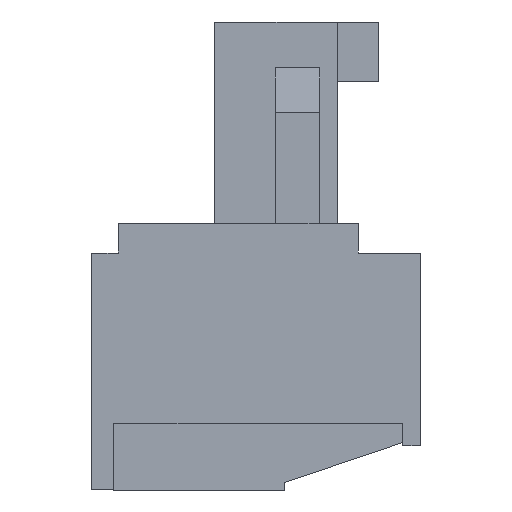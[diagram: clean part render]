
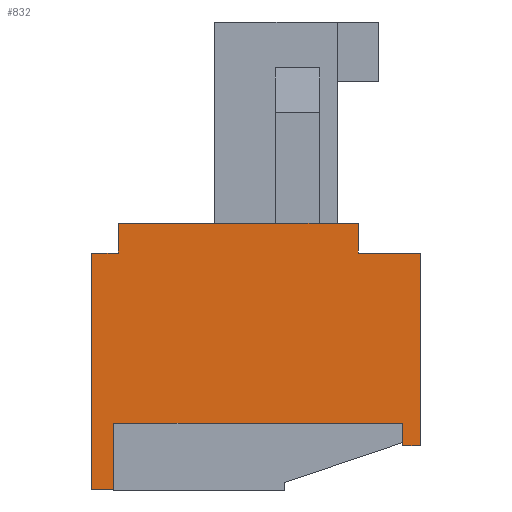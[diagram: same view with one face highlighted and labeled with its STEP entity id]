
A CAD part, left-side view. The second image highlights one B-rep face of the part: STEP entity #832.
In plain terms, the highlighted planar face has unit normal (-1, 0, 0).
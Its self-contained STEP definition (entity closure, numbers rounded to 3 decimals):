
#832 = ADVANCED_FACE( '', ( #1748 ), #1749, .F. );
#1748 = FACE_OUTER_BOUND( '', #2792, .T. );
#1749 = PLANE( '', #2793 );
#2792 = EDGE_LOOP( '', ( #4829, #4830, #4831, #4832, #4833, #4834, #4835, #4836, #4837, #4838, #4839, #4840 ) );
#2793 = AXIS2_PLACEMENT_3D( '', #4841, #4842, #4843 );
#4829 = ORIENTED_EDGE( '', *, *, #7042, .F. );
#4830 = ORIENTED_EDGE( '', *, *, #7043, .F. );
#4831 = ORIENTED_EDGE( '', *, *, #6842, .F. );
#4832 = ORIENTED_EDGE( '', *, *, #6916, .F. );
#4833 = ORIENTED_EDGE( '', *, *, #6548, .F. );
#4834 = ORIENTED_EDGE( '', *, *, #6401, .F. );
#4835 = ORIENTED_EDGE( '', *, *, #7044, .F. );
#4836 = ORIENTED_EDGE( '', *, *, #7045, .F. );
#4837 = ORIENTED_EDGE( '', *, *, #6808, .F. );
#4838 = ORIENTED_EDGE( '', *, *, #7046, .F. );
#4839 = ORIENTED_EDGE( '', *, *, #7047, .F. );
#4840 = ORIENTED_EDGE( '', *, *, #7048, .F. );
#4841 = CARTESIAN_POINT( '', ( -5.715, 0., 0. ) );
#4842 = DIRECTION( '', ( 1., 0., 0. ) );
#4843 = DIRECTION( '', ( 0., 0., -1. ) );
#6401 = EDGE_CURVE( '', #7683, #7684, #7685, .T. );
#6548 = EDGE_CURVE( '', #7684, #7923, #7937, .T. );
#6808 = EDGE_CURVE( '', #8352, #8354, #8355, .T. );
#6842 = EDGE_CURVE( '', #8402, #8404, #8405, .T. );
#6916 = EDGE_CURVE( '', #7923, #8402, #8517, .T. );
#7042 = EDGE_CURVE( '', #8685, #8686, #8687, .T. );
#7043 = EDGE_CURVE( '', #8404, #8685, #8688, .T. );
#7044 = EDGE_CURVE( '', #8689, #7683, #8690, .T. );
#7045 = EDGE_CURVE( '', #8354, #8689, #8691, .T. );
#7046 = EDGE_CURVE( '', #8692, #8352, #8693, .T. );
#7047 = EDGE_CURVE( '', #8694, #8692, #8695, .T. );
#7048 = EDGE_CURVE( '', #8686, #8694, #8696, .T. );
#7683 = VERTEX_POINT( '', #9519 );
#7684 = VERTEX_POINT( '', #9520 );
#7685 = LINE( '', #9521, #9522 );
#7923 = VERTEX_POINT( '', #9876 );
#7937 = LINE( '', #9898, #9899 );
#8352 = VERTEX_POINT( '', #10491 );
#8354 = VERTEX_POINT( '', #10494 );
#8355 = LINE( '', #10495, #10496 );
#8402 = VERTEX_POINT( '', #10574 );
#8404 = VERTEX_POINT( '', #10577 );
#8405 = LINE( '', #10578, #10579 );
#8517 = LINE( '', #10750, #10751 );
#8685 = VERTEX_POINT( '', #10986 );
#8686 = VERTEX_POINT( '', #10987 );
#8687 = LINE( '', #10988, #10989 );
#8688 = LINE( '', #10990, #10991 );
#8689 = VERTEX_POINT( '', #10992 );
#8690 = LINE( '', #10993, #10994 );
#8691 = LINE( '', #10995, #10996 );
#8692 = VERTEX_POINT( '', #10997 );
#8693 = LINE( '', #10998, #10999 );
#8694 = VERTEX_POINT( '', #11000 );
#8695 = LINE( '', #11001, #11002 );
#8696 = LINE( '', #11003, #11004 );
#9519 = CARTESIAN_POINT( '', ( -5.715, 4.95, -4. ) );
#9520 = CARTESIAN_POINT( '', ( -5.715, 4.95, 4. ) );
#9521 = CARTESIAN_POINT( '', ( -5.715, 4.95, -4. ) );
#9522 = VECTOR( '', #11750, 1000. );
#9876 = CARTESIAN_POINT( '', ( -5.715, 4.05, 4. ) );
#9898 = CARTESIAN_POINT( '', ( -5.715, 4.95, 4. ) );
#9899 = VECTOR( '', #11879, 1000. );
#10491 = CARTESIAN_POINT( '', ( -5.715, -5.55, -1.75 ) );
#10494 = CARTESIAN_POINT( '', ( -5.715, 4.2, -1.75 ) );
#10495 = CARTESIAN_POINT( '', ( -5.715, -5.55, -1.75 ) );
#10496 = VECTOR( '', #12145, 1000. );
#10574 = CARTESIAN_POINT( '', ( -5.715, 4.05, 5. ) );
#10577 = CARTESIAN_POINT( '', ( -5.715, -4.05, 5. ) );
#10578 = CARTESIAN_POINT( '', ( -5.715, 4.05, 5. ) );
#10579 = VECTOR( '', #12171, 1000. );
#10750 = CARTESIAN_POINT( '', ( -5.715, 4.05, 4. ) );
#10751 = VECTOR( '', #12234, 1000. );
#10986 = CARTESIAN_POINT( '', ( -5.715, -4.05, 4. ) );
#10987 = CARTESIAN_POINT( '', ( -5.715, -6.15, 4. ) );
#10988 = CARTESIAN_POINT( '', ( -5.715, -4.05, 4. ) );
#10989 = VECTOR( '', #12353, 1000. );
#10990 = CARTESIAN_POINT( '', ( -5.715, -4.05, 5. ) );
#10991 = VECTOR( '', #12354, 1000. );
#10992 = CARTESIAN_POINT( '', ( -5.715, 4.2, -4. ) );
#10993 = CARTESIAN_POINT( '', ( -5.715, 4.2, -4. ) );
#10994 = VECTOR( '', #12355, 1000. );
#10995 = CARTESIAN_POINT( '', ( -5.715, 4.2, -1.75 ) );
#10996 = VECTOR( '', #12356, 1000. );
#10997 = CARTESIAN_POINT( '', ( -5.715, -5.55, -2.5 ) );
#10998 = CARTESIAN_POINT( '', ( -5.715, -5.55, -2.5 ) );
#10999 = VECTOR( '', #12357, 1000. );
#11000 = CARTESIAN_POINT( '', ( -5.715, -6.15, -2.5 ) );
#11001 = CARTESIAN_POINT( '', ( -5.715, -6.15, -2.5 ) );
#11002 = VECTOR( '', #12358, 1000. );
#11003 = CARTESIAN_POINT( '', ( -5.715, -6.15, 4. ) );
#11004 = VECTOR( '', #12359, 1000. );
#11750 = DIRECTION( '', ( 0., 0., 1. ) );
#11879 = DIRECTION( '', ( 0., -1., 0. ) );
#12145 = DIRECTION( '', ( 0., 1., 0. ) );
#12171 = DIRECTION( '', ( 0., -1., 0. ) );
#12234 = DIRECTION( '', ( 0., 0., 1. ) );
#12353 = DIRECTION( '', ( 0., -1., 0. ) );
#12354 = DIRECTION( '', ( 0., 0., -1. ) );
#12355 = DIRECTION( '', ( 0., 1., 0. ) );
#12356 = DIRECTION( '', ( 0., 0., -1. ) );
#12357 = DIRECTION( '', ( 0., 0., 1. ) );
#12358 = DIRECTION( '', ( 0., 1., 0. ) );
#12359 = DIRECTION( '', ( 0., 0., -1. ) );
